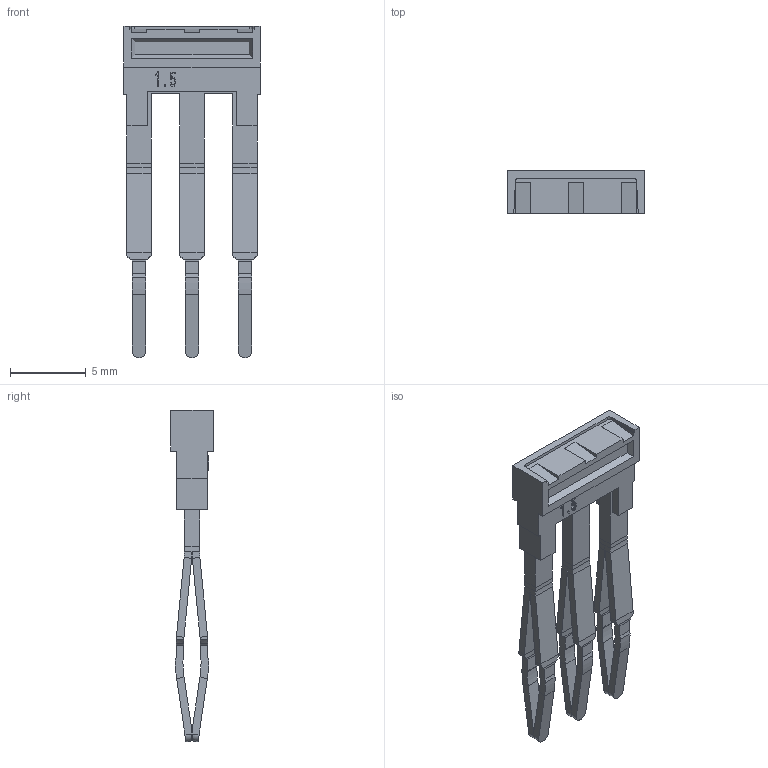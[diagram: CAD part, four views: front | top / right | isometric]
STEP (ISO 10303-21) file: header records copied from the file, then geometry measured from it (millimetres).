
FILE_DESCRIPTION(('CATIA V5R20 STEP214','CAx-IF Rec.Pracs.--- Model Styling and Organization---1.2---2011-12-15'),'2;1');
FILE_NAME ('8496658_2', '2015-12-02T15:29:30+00:00', ('Weidmueller Interface'), ('Weidmueller'), 'CATIA Version 5-6 Release 2014 SP4', 'CATIA V5 STEP AP214', 'none');
FILE_SCHEMA(('AUTOMOTIVE_DESIGN { 1 0 10303 214 1 1 1 1 }'));
Length unit declared in the file: millimetre
Products named in the file (1): 1985550000_ZQV_1-5N_3_BL
Bounding box: 9 x 2.8 x 21.9 mm (x, y, z)
Volume: 163 mm3; surface area: 532.9 mm2
Topology: 2 solids, 2 shells, 331 faces, 860 edges, 538 vertices
Faces by surface type: plane 269, cylinder 50, bspline 12
Entity records: 9400 total; most frequent: CARTESIAN_POINT 1950, ORIENTED_EDGE 1720, DIRECTION 1206, EDGE_CURVE 860, VECTOR 684, LINE 684, VERTEX_POINT 538, EDGE_LOOP 336
